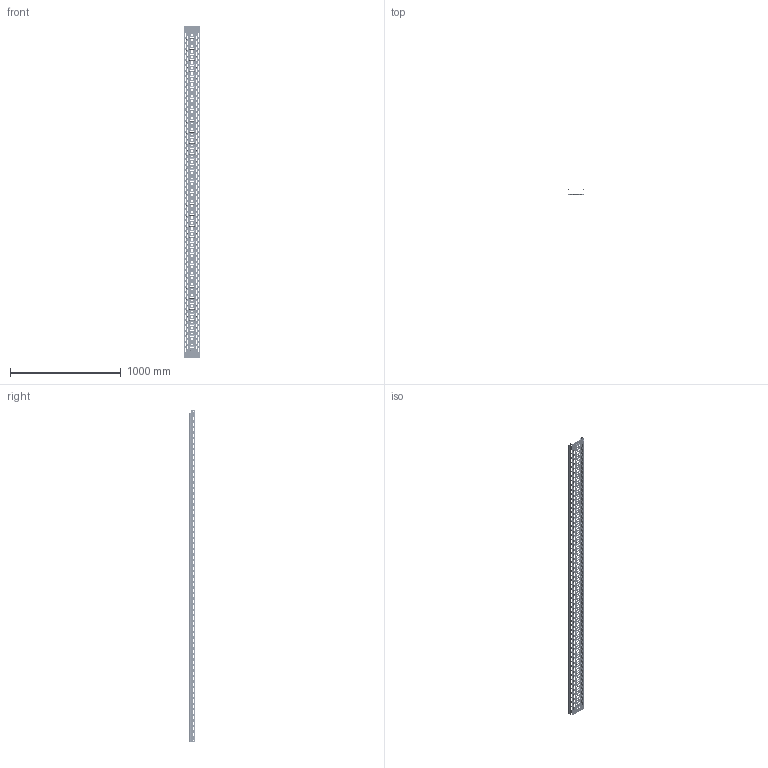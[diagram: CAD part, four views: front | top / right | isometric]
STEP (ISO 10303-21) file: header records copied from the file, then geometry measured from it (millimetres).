
FILE_DESCRIPTION (( 'STEP AP203' ), '1' );
FILE_NAME ('Perforated tray 50õ150õ3000.STEP', '2017-11-20T07:32:43', ( '' ), ( '' ), 'SwSTEP 2.0', 'SolidWorks 2017', '' );
FILE_SCHEMA (( 'CONFIG_CONTROL_DESIGN' ));
Products named in the file (1): Perforated tray 50õ150õ3000
Bounding box: 153.17 x 51.48 x 3000 mm (x, y, z)
Volume: 510212.6 mm3; surface area: 1486356.3 mm2
Topology: 1 solids, 1 shells, 6009 faces, 15031 edges, 9390 vertices
Faces by surface type: cylinder 2496, torus 2118, plane 1326, bspline 69
Entity records: 187770 total; most frequent: DIRECTION 35544, CARTESIAN_POINT 35267, ORIENTED_EDGE 30062, EDGE_CURVE 15031, AXIS2_PLACEMENT_3D 14750, VERTEX_POINT 9390, CIRCLE 8809, EDGE_LOOP 7311
